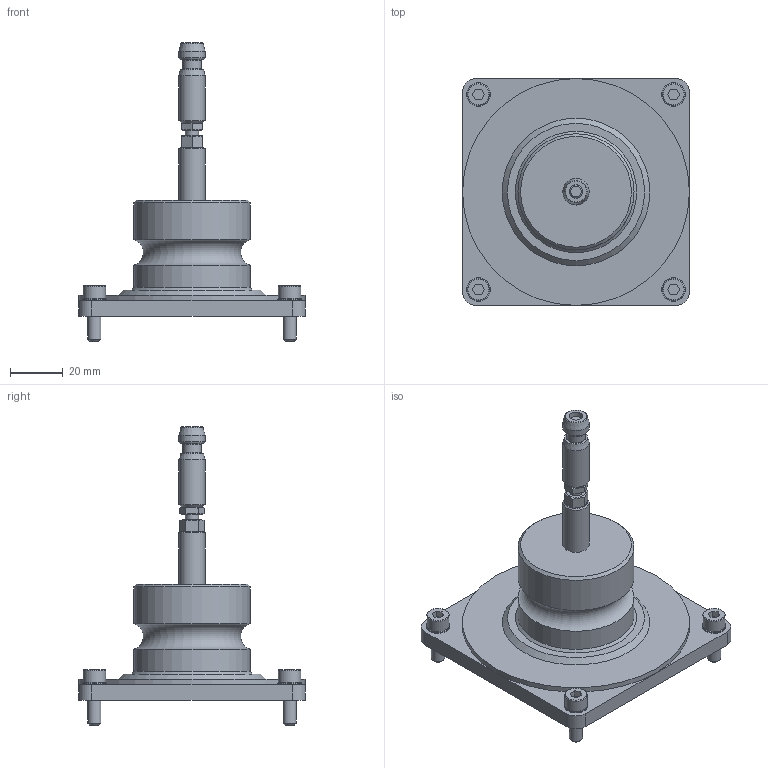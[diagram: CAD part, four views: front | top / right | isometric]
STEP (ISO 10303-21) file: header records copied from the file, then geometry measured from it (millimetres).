
FILE_DESCRIPTION(/* description */ (''),/* implementation_level */ '2;1');
FILE_NAME(/* name */ 'A5W00083203A_001.stp',/* time_stamp */ '2019-11-12T10:14:03+01:00',/* author */ (''),/* organization */ (''),/* preprocessor_version */ 'ST-DEVELOPER v16.7',/* originating_system */ 'SIEMENS PLM Software NX 12.0',/* authorisation */ '');
FILE_SCHEMA (('AUTOMOTIVE_DESIGN { 1 0 10303 214 3 1 1 1 }'));
Length unit declared in the file: millimetre
Products named in the file (1): A5W00083203A_001
Bounding box: 86 x 86 x 113.1 mm (x, y, z)
Volume: 114893.3 mm3; surface area: 26075.4 mm2
Topology: 1 solids, 2 shells, 140 faces, 315 edges, 202 vertices
Faces by surface type: plane 77, cone 29, cylinder 27, torus 7
Full cylindrical faces by diameter (mm): 5 x7, 5.2 x1, 7 x1, 8.5 x4, 9 x4, 10 x3, 44 x2, 86 x1
Entity records: 3464 total; most frequent: CARTESIAN_POINT 649, DIRECTION 584, ORIENTED_EDGE 472, AXIS2_PLACEMENT_3D 237, EDGE_CURVE 236, EDGE_LOOP 224, VERTEX_POINT 182, FACE_BOUND 165
